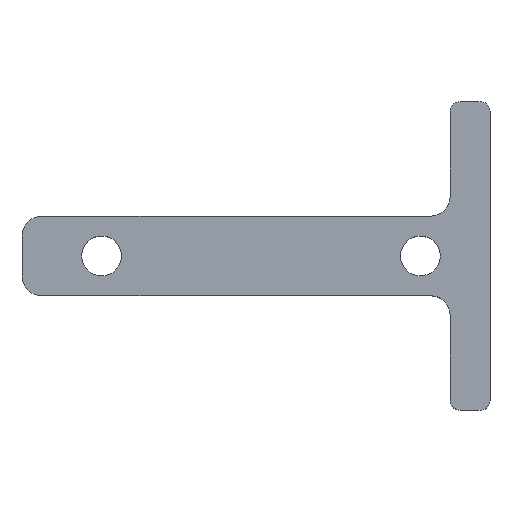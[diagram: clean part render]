
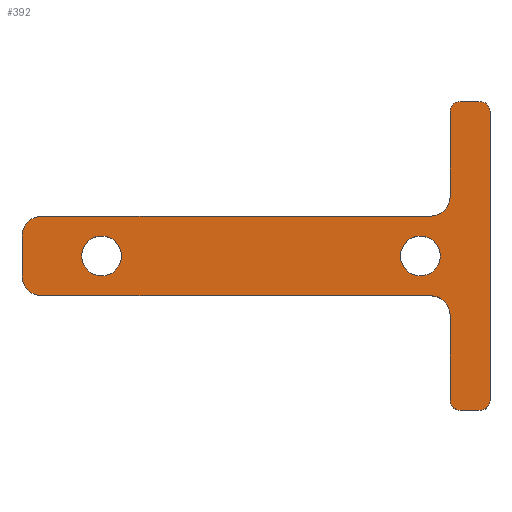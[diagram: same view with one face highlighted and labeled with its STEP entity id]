
A CAD part, top view. The second image highlights one B-rep face of the part: STEP entity #392.
In plain terms, the highlighted planar face has unit normal (0, 0, 1).
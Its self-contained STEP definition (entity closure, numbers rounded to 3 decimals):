
#32=CARTESIAN_POINT('',(-11.5,-4.,5.));
#33=VERTEX_POINT('',#32);
#42=CARTESIAN_POINT('',(-13.5,-4.,5.));
#43=DIRECTION('',(0.,0.,1.));
#44=DIRECTION('',(1.,0.,-0.));
#45=AXIS2_PLACEMENT_3D('',#42,#43,#44);
#46=CIRCLE('',#45,2.);
#47=EDGE_CURVE('',#33,#33,#46,.T.);
#65=CARTESIAN_POINT('',(20.5,-4.,5.));
#66=VERTEX_POINT('',#65);
#75=CARTESIAN_POINT('',(18.5,-4.,5.));
#76=DIRECTION('',(0.,0.,1.));
#77=DIRECTION('',(1.,0.,-0.));
#78=AXIS2_PLACEMENT_3D('',#75,#76,#77);
#79=CIRCLE('',#78,2.);
#80=EDGE_CURVE('',#66,#66,#79,.T.);
#243=CARTESIAN_POINT('',(19.5,2.,5.));
#244=DIRECTION('',(0.,0.,1.));
#245=DIRECTION('',(1.,0.,0.));
#246=AXIS2_PLACEMENT_3D('',#243,#244,#245);
#247=PLANE('',#246);
#248=ORIENTED_EDGE('',*,*,#80,.F.);
#249=EDGE_LOOP('',(#248));
#250=FACE_BOUND('',#249,.T.);
#251=ORIENTED_EDGE('',*,*,#47,.F.);
#252=EDGE_LOOP('',(#251));
#253=FACE_BOUND('',#252,.T.);
#254=CARTESIAN_POINT('',(21.5,2.,5.));
#255=VERTEX_POINT('',#254);
#256=CARTESIAN_POINT('',(19.5,-0.,5.));
#257=VERTEX_POINT('',#256);
#258=CARTESIAN_POINT('',(19.5,2.,5.));
#259=DIRECTION('',(0.,0.,-1.));
#260=DIRECTION('',(1.,0.,0.));
#261=AXIS2_PLACEMENT_3D('',#258,#259,#260);
#262=CIRCLE('',#261,2.);
#263=EDGE_CURVE('',#255,#257,#262,.T.);
#264=ORIENTED_EDGE('',*,*,#263,.T.);
#265=CARTESIAN_POINT('',(-19.5,-0.,5.));
#266=VERTEX_POINT('',#265);
#267=CARTESIAN_POINT('',(19.5,-0.,5.));
#268=DIRECTION('',(-1.,0.,0.));
#269=VECTOR('',#268,39.);
#270=LINE('',#267,#269);
#271=EDGE_CURVE('',#257,#266,#270,.T.);
#272=ORIENTED_EDGE('',*,*,#271,.T.);
#273=CARTESIAN_POINT('',(-21.5,-2.,5.));
#274=VERTEX_POINT('',#273);
#275=CARTESIAN_POINT('',(-19.5,-2.,5.));
#276=DIRECTION('',(0.,-0.,1.));
#277=DIRECTION('',(0.,1.,0.));
#278=AXIS2_PLACEMENT_3D('',#275,#276,#277);
#279=CIRCLE('',#278,2.);
#280=EDGE_CURVE('',#266,#274,#279,.T.);
#281=ORIENTED_EDGE('',*,*,#280,.T.);
#282=CARTESIAN_POINT('',(-21.5,-6.,5.));
#283=VERTEX_POINT('',#282);
#284=CARTESIAN_POINT('',(-21.5,-2.,5.));
#285=DIRECTION('',(0.,-1.,0.));
#286=VECTOR('',#285,4.);
#287=LINE('',#284,#286);
#288=EDGE_CURVE('',#274,#283,#287,.T.);
#289=ORIENTED_EDGE('',*,*,#288,.T.);
#290=CARTESIAN_POINT('',(-19.5,-8.,5.));
#291=VERTEX_POINT('',#290);
#292=CARTESIAN_POINT('',(-19.5,-6.,5.));
#293=DIRECTION('',(0.,0.,1.));
#294=DIRECTION('',(-1.,0.,0.));
#295=AXIS2_PLACEMENT_3D('',#292,#293,#294);
#296=CIRCLE('',#295,2.);
#297=EDGE_CURVE('',#283,#291,#296,.T.);
#298=ORIENTED_EDGE('',*,*,#297,.T.);
#299=CARTESIAN_POINT('',(19.5,-8.,5.));
#300=VERTEX_POINT('',#299);
#301=CARTESIAN_POINT('',(-19.5,-8.,5.));
#302=DIRECTION('',(1.,0.,0.));
#303=VECTOR('',#302,39.);
#304=LINE('',#301,#303);
#305=EDGE_CURVE('',#291,#300,#304,.T.);
#306=ORIENTED_EDGE('',*,*,#305,.T.);
#307=CARTESIAN_POINT('',(21.5,-10.,5.));
#308=VERTEX_POINT('',#307);
#309=CARTESIAN_POINT('',(19.5,-10.,5.));
#310=DIRECTION('',(0.,0.,-1.));
#311=DIRECTION('',(0.,1.,0.));
#312=AXIS2_PLACEMENT_3D('',#309,#310,#311);
#313=CIRCLE('',#312,2.);
#314=EDGE_CURVE('',#300,#308,#313,.T.);
#315=ORIENTED_EDGE('',*,*,#314,.T.);
#316=CARTESIAN_POINT('',(21.5,-18.5,5.));
#317=VERTEX_POINT('',#316);
#318=CARTESIAN_POINT('',(21.5,-10.,5.));
#319=DIRECTION('',(-0.,-1.,0.));
#320=VECTOR('',#319,8.5);
#321=LINE('',#318,#320);
#322=EDGE_CURVE('',#308,#317,#321,.T.);
#323=ORIENTED_EDGE('',*,*,#322,.T.);
#324=CARTESIAN_POINT('',(22.5,-19.5,5.));
#325=VERTEX_POINT('',#324);
#326=CARTESIAN_POINT('',(22.5,-18.5,5.));
#327=DIRECTION('',(0.,0.,1.));
#328=DIRECTION('',(-1.,0.,0.));
#329=AXIS2_PLACEMENT_3D('',#326,#327,#328);
#330=CIRCLE('',#329,1.);
#331=EDGE_CURVE('',#317,#325,#330,.T.);
#332=ORIENTED_EDGE('',*,*,#331,.T.);
#333=CARTESIAN_POINT('',(24.5,-19.5,5.));
#334=VERTEX_POINT('',#333);
#335=CARTESIAN_POINT('',(22.5,-19.5,5.));
#336=DIRECTION('',(1.,0.,0.));
#337=VECTOR('',#336,2.);
#338=LINE('',#335,#337);
#339=EDGE_CURVE('',#325,#334,#338,.T.);
#340=ORIENTED_EDGE('',*,*,#339,.T.);
#341=CARTESIAN_POINT('',(25.5,-18.5,5.));
#342=VERTEX_POINT('',#341);
#343=CARTESIAN_POINT('',(24.5,-18.5,5.));
#344=DIRECTION('',(0.,0.,1.));
#345=DIRECTION('',(0.,-1.,0.));
#346=AXIS2_PLACEMENT_3D('',#343,#344,#345);
#347=CIRCLE('',#346,1.);
#348=EDGE_CURVE('',#334,#342,#347,.T.);
#349=ORIENTED_EDGE('',*,*,#348,.T.);
#350=CARTESIAN_POINT('',(25.5,10.5,5.));
#351=VERTEX_POINT('',#350);
#352=CARTESIAN_POINT('',(25.5,-18.5,5.));
#353=DIRECTION('',(-0.,1.,0.));
#354=VECTOR('',#353,29.);
#355=LINE('',#352,#354);
#356=EDGE_CURVE('',#342,#351,#355,.T.);
#357=ORIENTED_EDGE('',*,*,#356,.T.);
#358=CARTESIAN_POINT('',(24.5,11.5,5.));
#359=VERTEX_POINT('',#358);
#360=CARTESIAN_POINT('',(24.5,10.5,5.));
#361=DIRECTION('',(0.,0.,1.));
#362=DIRECTION('',(1.,0.,-0.));
#363=AXIS2_PLACEMENT_3D('',#360,#361,#362);
#364=CIRCLE('',#363,1.);
#365=EDGE_CURVE('',#351,#359,#364,.T.);
#366=ORIENTED_EDGE('',*,*,#365,.T.);
#367=CARTESIAN_POINT('',(22.5,11.5,5.));
#368=VERTEX_POINT('',#367);
#369=CARTESIAN_POINT('',(24.5,11.5,5.));
#370=DIRECTION('',(-1.,0.,0.));
#371=VECTOR('',#370,2.);
#372=LINE('',#369,#371);
#373=EDGE_CURVE('',#359,#368,#372,.T.);
#374=ORIENTED_EDGE('',*,*,#373,.T.);
#375=CARTESIAN_POINT('',(21.5,10.5,5.));
#376=VERTEX_POINT('',#375);
#377=CARTESIAN_POINT('',(22.5,10.5,5.));
#378=DIRECTION('',(0.,-0.,1.));
#379=DIRECTION('',(0.,1.,0.));
#380=AXIS2_PLACEMENT_3D('',#377,#378,#379);
#381=CIRCLE('',#380,1.);
#382=EDGE_CURVE('',#368,#376,#381,.T.);
#383=ORIENTED_EDGE('',*,*,#382,.T.);
#384=CARTESIAN_POINT('',(21.5,10.5,5.));
#385=DIRECTION('',(0.,-1.,0.));
#386=VECTOR('',#385,8.5);
#387=LINE('',#384,#386);
#388=EDGE_CURVE('',#376,#255,#387,.T.);
#389=ORIENTED_EDGE('',*,*,#388,.T.);
#390=EDGE_LOOP('',(#264,#272,#281,#289,#298,#306,#315,#323,#332,#340,#349,#357,#366,#374,#383,#389));
#391=FACE_BOUND('',#390,.T.);
#392=ADVANCED_FACE('',(#250,#253,#391),#247,.T.);
